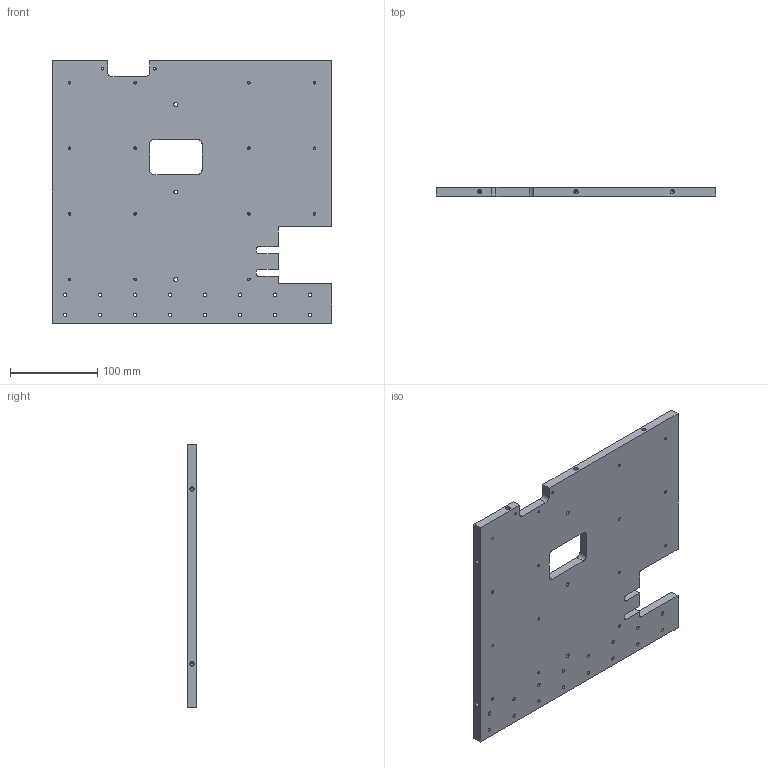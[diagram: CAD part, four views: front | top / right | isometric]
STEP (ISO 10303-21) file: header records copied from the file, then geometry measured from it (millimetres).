
FILE_DESCRIPTION (( 'STEP AP203' ), '1' );
FILE_NAME ('20-019363--BACK PLATE--Rev_A.step', '2022-06-14T14:54:41', ( '' ), ( '' ), 'SwSTEP 2.0', 'SolidWorks 2021', '' );
FILE_SCHEMA (( 'CONFIG_CONTROL_DESIGN' ));
Length unit declared in the file: millimetre
Products named in the file (1): 20-019363--BACK PLATE--Rev_A
Bounding box: 320 x 10 x 300 mm (x, y, z)
Volume: 877497.2 mm3; surface area: 198909.4 mm2
Topology: 1 solids, 1 shells, 271 faces, 668 edges, 402 vertices
Faces by surface type: cylinder 164, plane 55, cone 52
Entity records: 7895 total; most frequent: DIRECTION 1488, CARTESIAN_POINT 1290, ORIENTED_EDGE 1232, EDGE_CURVE 616, AXIS2_PLACEMENT_3D 600, VERTEX_POINT 402, EDGE_LOOP 370, CIRCLE 328
